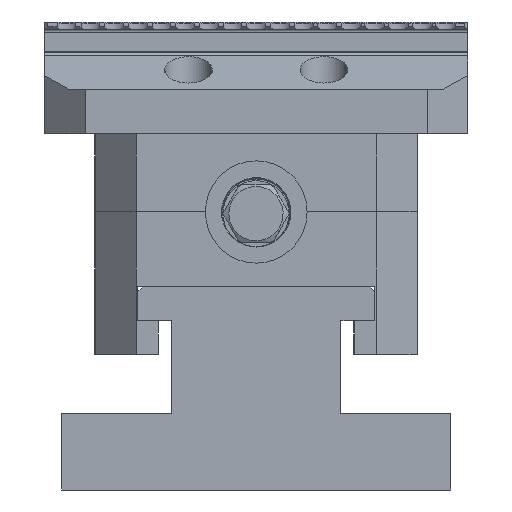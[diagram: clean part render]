
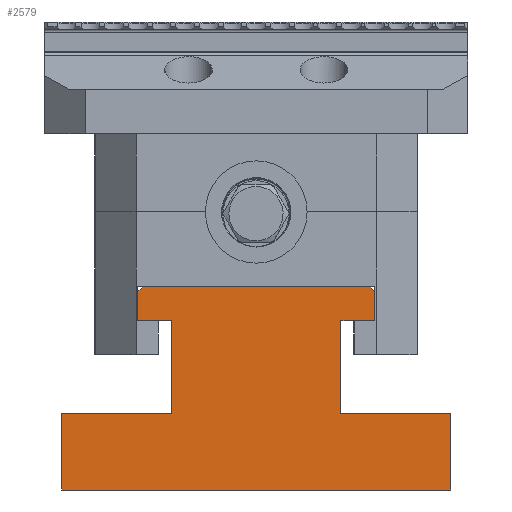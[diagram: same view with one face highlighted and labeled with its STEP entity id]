
A CAD part, left-side view. The second image highlights one B-rep face of the part: STEP entity #2579.
In plain terms, the highlighted planar face has unit normal (-1, 0, 0).
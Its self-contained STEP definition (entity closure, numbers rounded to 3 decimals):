
#2579=ADVANCED_FACE('',(#4124),#3575,.T.);
#3575=PLANE('',#17387);
#4124=FACE_OUTER_BOUND('',#4815,.T.);
#4815=EDGE_LOOP('',(#6188,#6189,#6190,#6191,#6192,#6193,#6194,#6195,#6196,
#6197,#6198,#6199,#6200,#6201));
#6188=ORIENTED_EDGE('',*,*,#12565,.T.);
#6189=ORIENTED_EDGE('',*,*,#12571,.T.);
#6190=ORIENTED_EDGE('',*,*,#12572,.F.);
#6191=ORIENTED_EDGE('',*,*,#12573,.T.);
#6192=ORIENTED_EDGE('',*,*,#12574,.T.);
#6193=ORIENTED_EDGE('',*,*,#12575,.T.);
#6194=ORIENTED_EDGE('',*,*,#12541,.F.);
#6195=ORIENTED_EDGE('',*,*,#12576,.T.);
#6196=ORIENTED_EDGE('',*,*,#12569,.T.);
#6197=ORIENTED_EDGE('',*,*,#12577,.F.);
#6198=ORIENTED_EDGE('',*,*,#12578,.F.);
#6199=ORIENTED_EDGE('',*,*,#12579,.F.);
#6200=ORIENTED_EDGE('',*,*,#12557,.T.);
#6201=ORIENTED_EDGE('',*,*,#12580,.T.);
#10852=VERTEX_POINT('',#24146);
#10853=VERTEX_POINT('',#24148);
#10868=VERTEX_POINT('',#24182);
#10869=VERTEX_POINT('',#24184);
#10876=VERTEX_POINT('',#24199);
#10877=VERTEX_POINT('',#24201);
#10880=VERTEX_POINT('',#24208);
#10881=VERTEX_POINT('',#24210);
#10882=VERTEX_POINT('',#24214);
#10883=VERTEX_POINT('',#24216);
#10884=VERTEX_POINT('',#24218);
#10885=VERTEX_POINT('',#24220);
#10886=VERTEX_POINT('',#24224);
#10887=VERTEX_POINT('',#24226);
#12541=EDGE_CURVE('',#10852,#10853,#14888,.T.);
#12557=EDGE_CURVE('',#10869,#10868,#14904,.T.);
#12565=EDGE_CURVE('',#10877,#10876,#14910,.T.);
#12569=EDGE_CURVE('',#10881,#10880,#14914,.T.);
#12571=EDGE_CURVE('',#10876,#10882,#14916,.T.);
#12572=EDGE_CURVE('',#10883,#10882,#14917,.T.);
#12573=EDGE_CURVE('',#10883,#10884,#14918,.T.);
#12574=EDGE_CURVE('',#10884,#10885,#14919,.T.);
#12575=EDGE_CURVE('',#10885,#10853,#14920,.T.);
#12576=EDGE_CURVE('',#10852,#10881,#14921,.T.);
#12577=EDGE_CURVE('',#10886,#10880,#14922,.T.);
#12578=EDGE_CURVE('',#10887,#10886,#14923,.T.);
#12579=EDGE_CURVE('',#10869,#10887,#14924,.T.);
#12580=EDGE_CURVE('',#10868,#10877,#14925,.T.);
#14888=LINE('',#24147,#16138);
#14904=LINE('',#24183,#16154);
#14910=LINE('',#24200,#16160);
#14914=LINE('',#24209,#16164);
#14916=LINE('',#24213,#16166);
#14917=LINE('',#24215,#16167);
#14918=LINE('',#24217,#16168);
#14919=LINE('',#24219,#16169);
#14920=LINE('',#24221,#16170);
#14921=LINE('',#24222,#16171);
#14922=LINE('',#24223,#16172);
#14923=LINE('',#24225,#16173);
#14924=LINE('',#24227,#16174);
#14925=LINE('',#24228,#16175);
#16138=VECTOR('',#19226,1.);
#16154=VECTOR('',#19250,1.);
#16160=VECTOR('',#19262,1.);
#16164=VECTOR('',#19268,1.);
#16166=VECTOR('',#19272,1.);
#16167=VECTOR('',#19273,1.);
#16168=VECTOR('',#19274,1.);
#16169=VECTOR('',#19275,1.);
#16170=VECTOR('',#19276,1.);
#16171=VECTOR('',#19277,1.);
#16172=VECTOR('',#19278,1.);
#16173=VECTOR('',#19279,1.);
#16174=VECTOR('',#19280,1.);
#16175=VECTOR('',#19281,1.);
#17387=AXIS2_PLACEMENT_3D('',#24229,#19282,#19283);
#19226=DIRECTION('',(0.,0.,1.));
#19250=DIRECTION('',(0.,0.,1.));
#19262=DIRECTION('',(0.,1.,0.));
#19268=DIRECTION('',(0.,0.,1.));
#19272=DIRECTION('',(0.,0.707,-0.707));
#19273=DIRECTION('',(0.,0.,1.));
#19274=DIRECTION('',(0.,-1.,0.));
#19275=DIRECTION('',(0.,0.,-1.));
#19276=DIRECTION('',(0.,1.,0.));
#19277=DIRECTION('',(0.,-1.,0.));
#19278=DIRECTION('',(0.,-1.,0.));
#19279=DIRECTION('',(0.,0.,-1.));
#19280=DIRECTION('',(0.,1.,0.));
#19281=DIRECTION('',(0.,0.707,0.707));
#19282=DIRECTION('',(-1.,0.,0.));
#19283=DIRECTION('',(0.,0.,1.));
#24146=CARTESIAN_POINT('',(91.928,112.422,-4.912));
#24147=CARTESIAN_POINT('',(91.928,112.422,-5.212));
#24148=CARTESIAN_POINT('',(91.928,112.422,17.588));
#24182=CARTESIAN_POINT('',(91.928,19.922,53.688));
#24183=CARTESIAN_POINT('',(91.928,19.922,-5.212));
#24184=CARTESIAN_POINT('',(91.928,19.922,45.088));
#24199=CARTESIAN_POINT('',(91.928,88.522,55.088));
#24200=CARTESIAN_POINT('',(91.928,54.922,55.088));
#24201=CARTESIAN_POINT('',(91.928,21.322,55.088));
#24208=CARTESIAN_POINT('',(91.928,-2.578,17.588));
#24209=CARTESIAN_POINT('',(91.928,-2.578,-5.212));
#24210=CARTESIAN_POINT('',(91.928,-2.578,-4.912));
#24213=CARTESIAN_POINT('',(91.928,101.872,41.738));
#24214=CARTESIAN_POINT('',(91.928,89.922,53.688));
#24215=CARTESIAN_POINT('',(91.928,89.922,-5.212));
#24216=CARTESIAN_POINT('',(91.928,89.922,45.088));
#24217=CARTESIAN_POINT('',(91.928,112.422,45.088));
#24218=CARTESIAN_POINT('',(91.928,79.922,45.088));
#24219=CARTESIAN_POINT('',(91.928,79.922,-5.212));
#24220=CARTESIAN_POINT('',(91.928,79.922,17.588));
#24221=CARTESIAN_POINT('',(91.928,54.922,17.588));
#24222=CARTESIAN_POINT('',(91.928,54.922,-4.912));
#24223=CARTESIAN_POINT('',(91.928,54.922,17.588));
#24224=CARTESIAN_POINT('',(91.928,29.922,17.588));
#24225=CARTESIAN_POINT('',(91.928,29.922,-5.212));
#24226=CARTESIAN_POINT('',(91.928,29.922,45.088));
#24227=CARTESIAN_POINT('',(91.928,54.922,45.088));
#24228=CARTESIAN_POINT('',(91.928,7.972,41.738));
#24229=CARTESIAN_POINT('',(91.928,54.922,-5.212));
